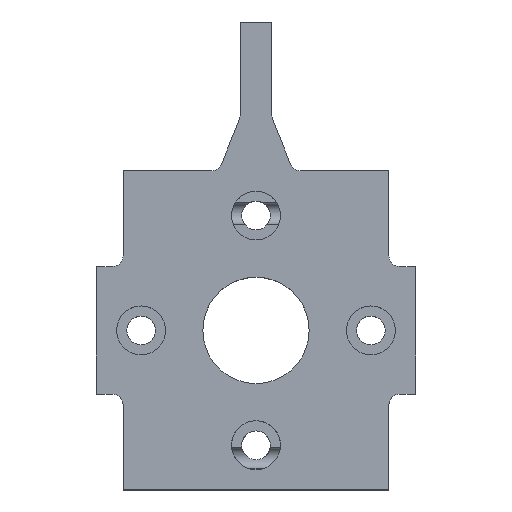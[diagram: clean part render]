
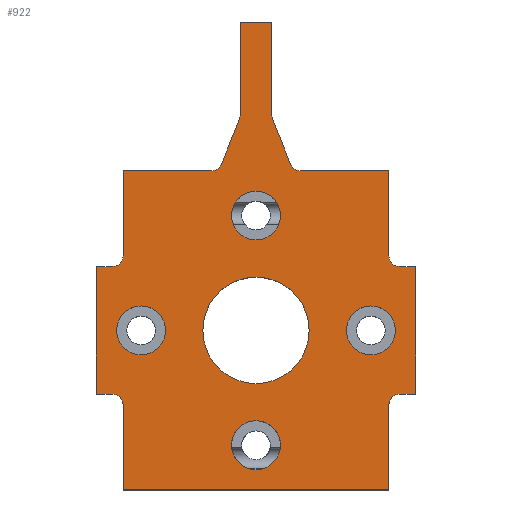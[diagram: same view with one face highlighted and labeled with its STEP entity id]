
A CAD part, top view. The second image highlights one B-rep face of the part: STEP entity #922.
In plain terms, the highlighted planar face has unit normal (0, 0, 1).
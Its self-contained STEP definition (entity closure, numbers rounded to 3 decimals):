
#17=FACE_BOUND('',#125,.T.);
#18=FACE_BOUND('',#126,.T.);
#19=FACE_BOUND('',#127,.T.);
#20=FACE_BOUND('',#128,.T.);
#21=FACE_BOUND('',#129,.T.);
#76=FACE_OUTER_BOUND('',#124,.T.);
#124=EDGE_LOOP('',(#696,#697,#698,#699,#700,#701,#702,#703,#704,#705,#706,
#707,#708,#709,#710,#711,#712,#713,#714,#715,#716,#717,#718,#719,#720,#721));
#125=EDGE_LOOP('',(#722));
#126=EDGE_LOOP('',(#723));
#127=EDGE_LOOP('',(#724));
#128=EDGE_LOOP('',(#725));
#129=EDGE_LOOP('',(#726));
#170=CIRCLE('',#970,2.3);
#180=CIRCLE('',#986,2.3);
#185=CIRCLE('',#994,2.3);
#189=CIRCLE('',#1000,2.3);
#195=CIRCLE('',#1010,1.);
#196=CIRCLE('',#1011,1.);
#197=CIRCLE('',#1012,1.);
#198=CIRCLE('',#1013,1.);
#199=CIRCLE('',#1014,1.);
#200=CIRCLE('',#1015,1.);
#201=CIRCLE('',#1016,1.);
#202=CIRCLE('',#1017,1.);
#203=CIRCLE('',#1018,5.);
#232=LINE('',#1577,#314);
#233=LINE('',#1579,#315);
#234=LINE('',#1583,#316);
#235=LINE('',#1587,#317);
#236=LINE('',#1589,#318);
#237=LINE('',#1593,#319);
#238=LINE('',#1595,#320);
#239=LINE('',#1597,#321);
#240=LINE('',#1601,#322);
#241=LINE('',#1603,#323);
#242=LINE('',#1605,#324);
#243=LINE('',#1609,#325);
#244=LINE('',#1611,#326);
#245=LINE('',#1613,#327);
#246=LINE('',#1617,#328);
#247=LINE('',#1619,#329);
#248=LINE('',#1623,#330);
#249=LINE('',#1626,#331);
#314=VECTOR('',#1166,10.);
#315=VECTOR('',#1167,10.);
#316=VECTOR('',#1170,10.);
#317=VECTOR('',#1173,10.);
#318=VECTOR('',#1174,10.);
#319=VECTOR('',#1177,10.);
#320=VECTOR('',#1178,10.);
#321=VECTOR('',#1179,10.);
#322=VECTOR('',#1182,10.);
#323=VECTOR('',#1183,10.);
#324=VECTOR('',#1184,10.);
#325=VECTOR('',#1187,10.);
#326=VECTOR('',#1188,10.);
#327=VECTOR('',#1189,10.);
#328=VECTOR('',#1192,10.);
#329=VECTOR('',#1193,10.);
#330=VECTOR('',#1196,10.);
#331=VECTOR('',#1199,10.);
#382=VERTEX_POINT('',#1337);
#399=VERTEX_POINT('',#1462);
#404=VERTEX_POINT('',#1545);
#408=VERTEX_POINT('',#1556);
#414=VERTEX_POINT('',#1575);
#415=VERTEX_POINT('',#1576);
#416=VERTEX_POINT('',#1578);
#417=VERTEX_POINT('',#1580);
#418=VERTEX_POINT('',#1582);
#419=VERTEX_POINT('',#1584);
#420=VERTEX_POINT('',#1586);
#421=VERTEX_POINT('',#1588);
#422=VERTEX_POINT('',#1590);
#423=VERTEX_POINT('',#1592);
#424=VERTEX_POINT('',#1594);
#425=VERTEX_POINT('',#1596);
#426=VERTEX_POINT('',#1598);
#427=VERTEX_POINT('',#1600);
#428=VERTEX_POINT('',#1602);
#429=VERTEX_POINT('',#1604);
#430=VERTEX_POINT('',#1606);
#431=VERTEX_POINT('',#1608);
#432=VERTEX_POINT('',#1610);
#433=VERTEX_POINT('',#1612);
#434=VERTEX_POINT('',#1614);
#435=VERTEX_POINT('',#1616);
#436=VERTEX_POINT('',#1618);
#437=VERTEX_POINT('',#1620);
#438=VERTEX_POINT('',#1622);
#439=VERTEX_POINT('',#1624);
#440=VERTEX_POINT('',#1627);
#473=EDGE_CURVE('',#382,#382,#170,.T.);
#497=EDGE_CURVE('',#399,#399,#180,.T.);
#509=EDGE_CURVE('',#404,#404,#185,.T.);
#514=EDGE_CURVE('',#408,#408,#189,.T.);
#523=EDGE_CURVE('',#414,#415,#232,.T.);
#524=EDGE_CURVE('',#415,#416,#233,.T.);
#525=EDGE_CURVE('',#417,#416,#195,.T.);
#526=EDGE_CURVE('',#417,#418,#234,.T.);
#527=EDGE_CURVE('',#419,#418,#196,.T.);
#528=EDGE_CURVE('',#419,#420,#235,.T.);
#529=EDGE_CURVE('',#420,#421,#236,.T.);
#530=EDGE_CURVE('',#422,#421,#197,.T.);
#531=EDGE_CURVE('',#422,#423,#237,.T.);
#532=EDGE_CURVE('',#423,#424,#238,.T.);
#533=EDGE_CURVE('',#424,#425,#239,.T.);
#534=EDGE_CURVE('',#426,#425,#198,.T.);
#535=EDGE_CURVE('',#426,#427,#240,.T.);
#536=EDGE_CURVE('',#427,#428,#241,.T.);
#537=EDGE_CURVE('',#428,#429,#242,.T.);
#538=EDGE_CURVE('',#430,#429,#199,.T.);
#539=EDGE_CURVE('',#430,#431,#243,.T.);
#540=EDGE_CURVE('',#431,#432,#244,.T.);
#541=EDGE_CURVE('',#432,#433,#245,.T.);
#542=EDGE_CURVE('',#434,#433,#200,.T.);
#543=EDGE_CURVE('',#434,#435,#246,.T.);
#544=EDGE_CURVE('',#435,#436,#247,.T.);
#545=EDGE_CURVE('',#437,#436,#201,.T.);
#546=EDGE_CURVE('',#437,#438,#248,.T.);
#547=EDGE_CURVE('',#439,#438,#202,.T.);
#548=EDGE_CURVE('',#439,#414,#249,.T.);
#549=EDGE_CURVE('',#440,#440,#203,.T.);
#696=ORIENTED_EDGE('',*,*,#523,.T.);
#697=ORIENTED_EDGE('',*,*,#524,.T.);
#698=ORIENTED_EDGE('',*,*,#525,.F.);
#699=ORIENTED_EDGE('',*,*,#526,.T.);
#700=ORIENTED_EDGE('',*,*,#527,.F.);
#701=ORIENTED_EDGE('',*,*,#528,.T.);
#702=ORIENTED_EDGE('',*,*,#529,.T.);
#703=ORIENTED_EDGE('',*,*,#530,.F.);
#704=ORIENTED_EDGE('',*,*,#531,.T.);
#705=ORIENTED_EDGE('',*,*,#532,.T.);
#706=ORIENTED_EDGE('',*,*,#533,.T.);
#707=ORIENTED_EDGE('',*,*,#534,.F.);
#708=ORIENTED_EDGE('',*,*,#535,.T.);
#709=ORIENTED_EDGE('',*,*,#536,.T.);
#710=ORIENTED_EDGE('',*,*,#537,.T.);
#711=ORIENTED_EDGE('',*,*,#538,.F.);
#712=ORIENTED_EDGE('',*,*,#539,.T.);
#713=ORIENTED_EDGE('',*,*,#540,.T.);
#714=ORIENTED_EDGE('',*,*,#541,.T.);
#715=ORIENTED_EDGE('',*,*,#542,.F.);
#716=ORIENTED_EDGE('',*,*,#543,.T.);
#717=ORIENTED_EDGE('',*,*,#544,.T.);
#718=ORIENTED_EDGE('',*,*,#545,.F.);
#719=ORIENTED_EDGE('',*,*,#546,.T.);
#720=ORIENTED_EDGE('',*,*,#547,.F.);
#721=ORIENTED_EDGE('',*,*,#548,.T.);
#722=ORIENTED_EDGE('',*,*,#473,.T.);
#723=ORIENTED_EDGE('',*,*,#497,.T.);
#724=ORIENTED_EDGE('',*,*,#509,.T.);
#725=ORIENTED_EDGE('',*,*,#514,.T.);
#726=ORIENTED_EDGE('',*,*,#549,.T.);
#886=PLANE('',#1009);
#922=ADVANCED_FACE('',(#76,#17,#18,#19,#20,#21),#886,.T.);
#970=AXIS2_PLACEMENT_3D('',#1338,#1070,#1071);
#986=AXIS2_PLACEMENT_3D('',#1463,#1110,#1111);
#994=AXIS2_PLACEMENT_3D('',#1546,#1130,#1131);
#1000=AXIS2_PLACEMENT_3D('',#1557,#1143,#1144);
#1009=AXIS2_PLACEMENT_3D('',#1574,#1164,#1165);
#1010=AXIS2_PLACEMENT_3D('',#1581,#1168,#1169);
#1011=AXIS2_PLACEMENT_3D('',#1585,#1171,#1172);
#1012=AXIS2_PLACEMENT_3D('',#1591,#1175,#1176);
#1013=AXIS2_PLACEMENT_3D('',#1599,#1180,#1181);
#1014=AXIS2_PLACEMENT_3D('',#1607,#1185,#1186);
#1015=AXIS2_PLACEMENT_3D('',#1615,#1190,#1191);
#1016=AXIS2_PLACEMENT_3D('',#1621,#1194,#1195);
#1017=AXIS2_PLACEMENT_3D('',#1625,#1197,#1198);
#1018=AXIS2_PLACEMENT_3D('',#1628,#1200,#1201);
#1070=DIRECTION('center_axis',(0.,0.,-1.));
#1071=DIRECTION('ref_axis',(1.,0.,0.));
#1110=DIRECTION('center_axis',(0.,0.,-1.));
#1111=DIRECTION('ref_axis',(-1.,0.,0.));
#1130=DIRECTION('center_axis',(0.,0.,-1.));
#1131=DIRECTION('ref_axis',(-1.,0.,0.));
#1143=DIRECTION('center_axis',(0.,0.,-1.));
#1144=DIRECTION('ref_axis',(-1.,0.,0.));
#1164=DIRECTION('center_axis',(0.,0.,1.));
#1165=DIRECTION('ref_axis',(1.,0.,0.));
#1166=DIRECTION('',(-1.,0.,0.));
#1167=DIRECTION('',(0.,-1.,0.));
#1168=DIRECTION('center_axis',(0.,0.,1.));
#1169=DIRECTION('ref_axis',(0.982,-0.189,0.));
#1170=DIRECTION('',(-0.371,-0.928,0.));
#1171=DIRECTION('center_axis',(0.,0.,1.));
#1172=DIRECTION('ref_axis',(0.561,-0.828,0.));
#1173=DIRECTION('',(-1.,0.,0.));
#1174=DIRECTION('',(0.,-1.,0.));
#1175=DIRECTION('center_axis',(0.,0.,1.));
#1176=DIRECTION('ref_axis',(0.707,-0.707,0.));
#1177=DIRECTION('',(-1.,0.,0.));
#1178=DIRECTION('',(0.,-1.,0.));
#1179=DIRECTION('',(1.,0.,0.));
#1180=DIRECTION('center_axis',(0.,0.,1.));
#1181=DIRECTION('ref_axis',(0.707,0.707,0.));
#1182=DIRECTION('',(0.,-1.,0.));
#1183=DIRECTION('',(1.,0.,0.));
#1184=DIRECTION('',(0.,1.,0.));
#1185=DIRECTION('center_axis',(0.,0.,1.));
#1186=DIRECTION('ref_axis',(-0.707,0.707,0.));
#1187=DIRECTION('',(1.,0.,0.));
#1188=DIRECTION('',(0.,1.,0.));
#1189=DIRECTION('',(-1.,0.,0.));
#1190=DIRECTION('center_axis',(0.,0.,1.));
#1191=DIRECTION('ref_axis',(-0.707,-0.707,0.));
#1192=DIRECTION('',(0.,1.,0.));
#1193=DIRECTION('',(-1.,0.,0.));
#1194=DIRECTION('center_axis',(0.,0.,1.));
#1195=DIRECTION('ref_axis',(-0.561,-0.828,0.));
#1196=DIRECTION('',(-0.371,0.928,0.));
#1197=DIRECTION('center_axis',(0.,0.,1.));
#1198=DIRECTION('ref_axis',(-0.982,-0.189,0.));
#1199=DIRECTION('',(0.,1.,0.));
#1200=DIRECTION('center_axis',(0.,0.,-1.));
#1201=DIRECTION('ref_axis',(1.,0.,0.));
#1337=CARTESIAN_POINT('',(-2.3,10.8,6.));
#1338=CARTESIAN_POINT('Origin',(0.,10.8,6.));
#1462=CARTESIAN_POINT('',(2.3,-10.8,6.));
#1463=CARTESIAN_POINT('Origin',(0.,-10.8,6.));
#1545=CARTESIAN_POINT('',(-8.5,0.,6.));
#1546=CARTESIAN_POINT('Origin',(-10.8,0.,6.));
#1556=CARTESIAN_POINT('',(13.1,0.,6.));
#1557=CARTESIAN_POINT('Origin',(10.8,0.,6.));
#1574=CARTESIAN_POINT('Origin',(0.,7.,6.));
#1575=CARTESIAN_POINT('',(1.5,29.,6.));
#1576=CARTESIAN_POINT('',(-1.5,29.,6.));
#1577=CARTESIAN_POINT('',(0.,29.,6.));
#1578=CARTESIAN_POINT('',(-1.5,20.193,6.));
#1579=CARTESIAN_POINT('',(-1.5,29.,6.));
#1580=CARTESIAN_POINT('',(-1.572,19.821,6.));
#1581=CARTESIAN_POINT('Origin',(-2.5,20.193,6.));
#1582=CARTESIAN_POINT('',(-3.249,15.629,6.));
#1583=CARTESIAN_POINT('',(-1.5,20.,6.));
#1584=CARTESIAN_POINT('',(-4.177,15.,6.));
#1585=CARTESIAN_POINT('Origin',(-4.177,16.,6.));
#1586=CARTESIAN_POINT('',(-12.5,15.,6.));
#1587=CARTESIAN_POINT('',(-12.5,15.,6.));
#1588=CARTESIAN_POINT('',(-12.5,7.,6.));
#1589=CARTESIAN_POINT('',(-12.5,-15.,6.));
#1590=CARTESIAN_POINT('',(-13.5,6.,6.));
#1591=CARTESIAN_POINT('Origin',(-13.5,7.,6.));
#1592=CARTESIAN_POINT('',(-15.,6.,6.));
#1593=CARTESIAN_POINT('',(-15.,6.,6.));
#1594=CARTESIAN_POINT('',(-15.,-6.,6.));
#1595=CARTESIAN_POINT('',(-15.,-6.,6.));
#1596=CARTESIAN_POINT('',(-13.5,-6.,6.));
#1597=CARTESIAN_POINT('',(15.,-6.,6.));
#1598=CARTESIAN_POINT('',(-12.5,-7.,6.));
#1599=CARTESIAN_POINT('Origin',(-13.5,-7.,6.));
#1600=CARTESIAN_POINT('',(-12.5,-15.,6.));
#1601=CARTESIAN_POINT('',(-12.5,-15.,6.));
#1602=CARTESIAN_POINT('',(12.5,-15.,6.));
#1603=CARTESIAN_POINT('',(12.5,-15.,6.));
#1604=CARTESIAN_POINT('',(12.5,-7.,6.));
#1605=CARTESIAN_POINT('',(12.5,15.,6.));
#1606=CARTESIAN_POINT('',(13.5,-6.,6.));
#1607=CARTESIAN_POINT('Origin',(13.5,-7.,6.));
#1608=CARTESIAN_POINT('',(15.,-6.,6.));
#1609=CARTESIAN_POINT('',(15.,-6.,6.));
#1610=CARTESIAN_POINT('',(15.,6.,6.));
#1611=CARTESIAN_POINT('',(15.,6.,6.));
#1612=CARTESIAN_POINT('',(13.5,6.,6.));
#1613=CARTESIAN_POINT('',(-15.,6.,6.));
#1614=CARTESIAN_POINT('',(12.5,7.,6.));
#1615=CARTESIAN_POINT('Origin',(13.5,7.,6.));
#1616=CARTESIAN_POINT('',(12.5,15.,6.));
#1617=CARTESIAN_POINT('',(12.5,15.,6.));
#1618=CARTESIAN_POINT('',(4.177,15.,6.));
#1619=CARTESIAN_POINT('',(-12.5,15.,6.));
#1620=CARTESIAN_POINT('',(3.249,15.629,6.));
#1621=CARTESIAN_POINT('Origin',(4.177,16.,6.));
#1622=CARTESIAN_POINT('',(1.572,19.821,6.));
#1623=CARTESIAN_POINT('',(1.5,20.,6.));
#1624=CARTESIAN_POINT('',(1.5,20.193,6.));
#1625=CARTESIAN_POINT('Origin',(2.5,20.193,6.));
#1626=CARTESIAN_POINT('',(1.5,29.,6.));
#1627=CARTESIAN_POINT('',(-5.,0.,6.));
#1628=CARTESIAN_POINT('Origin',(0.,0.,6.));
